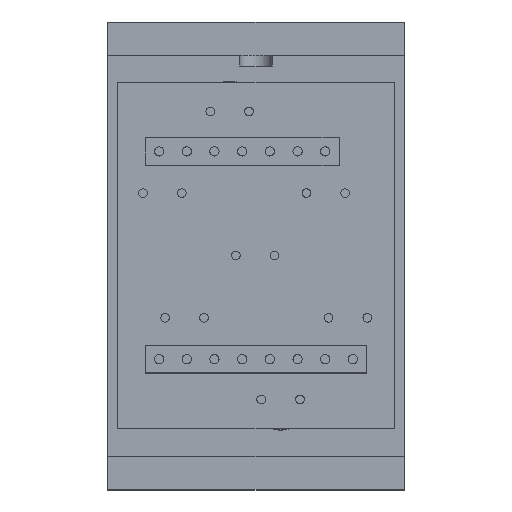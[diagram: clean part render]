
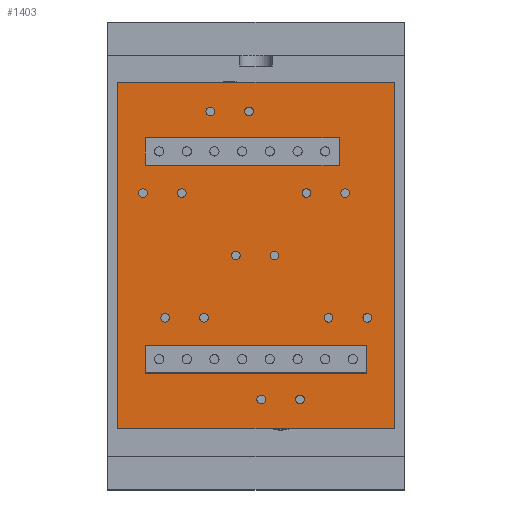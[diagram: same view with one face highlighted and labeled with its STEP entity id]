
A CAD part, top view. The second image highlights one B-rep face of the part: STEP entity #1403.
In plain terms, the highlighted planar face has unit normal (0, 0, 1).
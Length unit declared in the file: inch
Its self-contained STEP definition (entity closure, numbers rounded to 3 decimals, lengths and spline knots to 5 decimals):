
#53=FACE_BOUND('',#353,.T.);
#54=FACE_BOUND('',#354,.T.);
#116=PLANE('',#1592);
#216=FACE_OUTER_BOUND('',#352,.T.);
#352=EDGE_LOOP('',(#1252,#1253,#1254,#1255));
#353=EDGE_LOOP('',(#1256,#1257,#1258,#1259));
#354=EDGE_LOOP('',(#1260,#1261,#1262,#1263));
#420=LINE('',#2362,#520);
#424=LINE('',#2370,#524);
#427=LINE('',#2376,#527);
#430=LINE('',#2381,#530);
#432=LINE('',#2387,#532);
#436=LINE('',#2395,#536);
#439=LINE('',#2401,#539);
#442=LINE('',#2406,#542);
#446=LINE('',#2416,#546);
#449=LINE('',#2422,#549);
#452=LINE('',#2428,#552);
#455=LINE('',#2432,#555);
#520=VECTOR('',#1978,0.3937);
#524=VECTOR('',#1984,0.3937);
#527=VECTOR('',#1989,0.3937);
#530=VECTOR('',#1994,0.3937);
#532=VECTOR('',#2000,0.3937);
#536=VECTOR('',#2006,0.3937);
#539=VECTOR('',#2011,0.3937);
#542=VECTOR('',#2016,0.3937);
#546=VECTOR('',#2024,0.3937);
#549=VECTOR('',#2029,0.3937);
#552=VECTOR('',#2034,0.3937);
#555=VECTOR('',#2039,0.3937);
#722=VERTEX_POINT('',#2360);
#723=VERTEX_POINT('',#2361);
#726=VERTEX_POINT('',#2369);
#728=VERTEX_POINT('',#2375);
#730=VERTEX_POINT('',#2385);
#731=VERTEX_POINT('',#2386);
#734=VERTEX_POINT('',#2394);
#736=VERTEX_POINT('',#2400);
#740=VERTEX_POINT('',#2413);
#741=VERTEX_POINT('',#2415);
#743=VERTEX_POINT('',#2421);
#745=VERTEX_POINT('',#2427);
#884=EDGE_CURVE('',#722,#723,#420,.T.);
#888=EDGE_CURVE('',#723,#726,#424,.T.);
#891=EDGE_CURVE('',#726,#728,#427,.T.);
#894=EDGE_CURVE('',#728,#722,#430,.T.);
#896=EDGE_CURVE('',#730,#731,#432,.T.);
#900=EDGE_CURVE('',#731,#734,#436,.T.);
#903=EDGE_CURVE('',#734,#736,#439,.T.);
#906=EDGE_CURVE('',#736,#730,#442,.T.);
#910=EDGE_CURVE('',#741,#740,#446,.T.);
#913=EDGE_CURVE('',#743,#741,#449,.T.);
#916=EDGE_CURVE('',#745,#743,#452,.T.);
#919=EDGE_CURVE('',#740,#745,#455,.T.);
#1252=ORIENTED_EDGE('',*,*,#919,.T.);
#1253=ORIENTED_EDGE('',*,*,#916,.T.);
#1254=ORIENTED_EDGE('',*,*,#913,.T.);
#1255=ORIENTED_EDGE('',*,*,#910,.T.);
#1256=ORIENTED_EDGE('',*,*,#884,.T.);
#1257=ORIENTED_EDGE('',*,*,#888,.T.);
#1258=ORIENTED_EDGE('',*,*,#891,.T.);
#1259=ORIENTED_EDGE('',*,*,#894,.T.);
#1260=ORIENTED_EDGE('',*,*,#896,.T.);
#1261=ORIENTED_EDGE('',*,*,#900,.T.);
#1262=ORIENTED_EDGE('',*,*,#903,.T.);
#1263=ORIENTED_EDGE('',*,*,#906,.T.);
#1403=ADVANCED_FACE('',(#216,#53,#54),#116,.T.);
#1592=AXIS2_PLACEMENT_3D('',#2433,#2040,#2041);
#1978=DIRECTION('',(0.,1.,0.));
#1984=DIRECTION('',(1.,0.,0.));
#1989=DIRECTION('',(0.,-1.,0.));
#1994=DIRECTION('',(-1.,0.,0.));
#2000=DIRECTION('',(0.,1.,0.));
#2006=DIRECTION('',(1.,0.,0.));
#2011=DIRECTION('',(0.,-1.,0.));
#2016=DIRECTION('',(-1.,0.,0.));
#2024=DIRECTION('',(1.,0.,0.));
#2029=DIRECTION('',(0.,-1.,0.));
#2034=DIRECTION('',(-1.,0.,0.));
#2039=DIRECTION('',(0.,1.,0.));
#2040=DIRECTION('center_axis',(0.,0.,1.));
#2041=DIRECTION('ref_axis',(1.,0.,0.));
#2360=CARTESIAN_POINT('',(0.136,0.42,1.022));
#2361=CARTESIAN_POINT('',(0.136,0.52,1.022));
#2362=CARTESIAN_POINT('',(0.136,0.6825,1.022));
#2369=CARTESIAN_POINT('',(0.936,0.52,1.022));
#2370=CARTESIAN_POINT('',(0.736,0.52,1.022));
#2375=CARTESIAN_POINT('',(0.936,0.42,1.022));
#2376=CARTESIAN_POINT('',(0.936,0.6325,1.022));
#2381=CARTESIAN_POINT('',(0.336,0.42,1.022));
#2385=CARTESIAN_POINT('',(0.136,1.17,1.022));
#2386=CARTESIAN_POINT('',(0.136,1.27,1.022));
#2387=CARTESIAN_POINT('',(0.136,1.0575,1.022));
#2394=CARTESIAN_POINT('',(0.836,1.27,1.022));
#2395=CARTESIAN_POINT('',(0.686,1.27,1.022));
#2400=CARTESIAN_POINT('',(0.836,1.17,1.022));
#2401=CARTESIAN_POINT('',(0.836,1.0075,1.022));
#2406=CARTESIAN_POINT('',(0.336,1.17,1.022));
#2413=CARTESIAN_POINT('',(1.036,0.22,1.022));
#2415=CARTESIAN_POINT('',(0.036,0.22,1.022));
#2416=CARTESIAN_POINT('',(0.036,0.22,1.022));
#2421=CARTESIAN_POINT('',(0.036,1.47,1.022));
#2422=CARTESIAN_POINT('',(0.036,1.47,1.022));
#2427=CARTESIAN_POINT('',(1.036,1.47,1.022));
#2428=CARTESIAN_POINT('',(1.036,1.47,1.022));
#2432=CARTESIAN_POINT('',(1.036,0.22,1.022));
#2433=CARTESIAN_POINT('Origin',(0.536,0.845,1.022));
